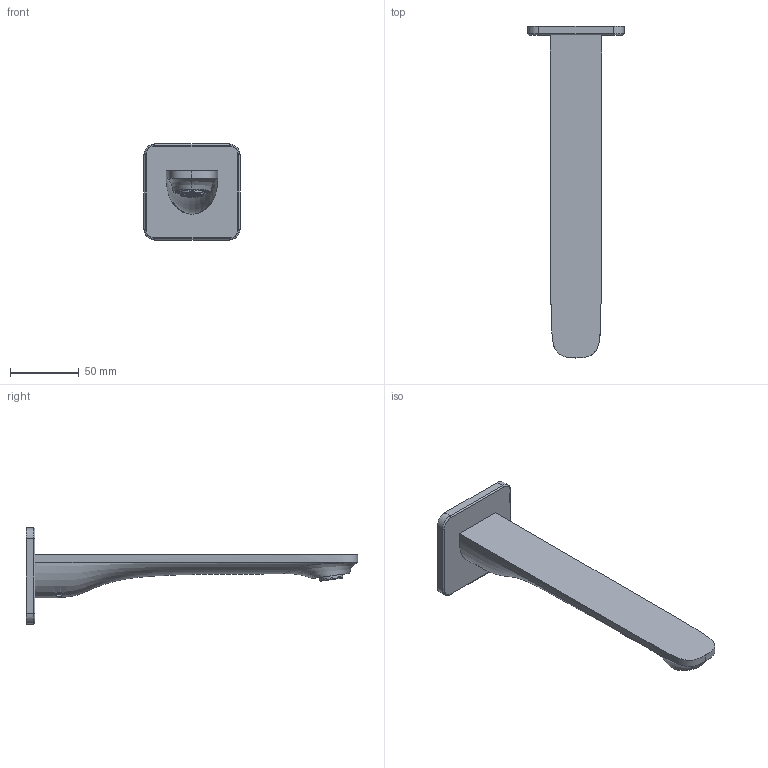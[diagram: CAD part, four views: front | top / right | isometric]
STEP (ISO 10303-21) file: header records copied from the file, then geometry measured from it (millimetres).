
FILE_DESCRIPTION(/* description */ (''),/* implementation_level */ '2;1');
FILE_NAME(/* name */ 'STEP - 155290202_9512462',/* time_stamp */ '2024-07-18T11:22:19+10:00',/* author */ (''),/* organization */ (''),/* preprocessor_version */ 'ST-DEVELOPER v16.5',/* originating_system */ 'Rhino 7.23',/* authorisation */ '');
FILE_SCHEMA (('AUTOMOTIVE_DESIGN'));
Length unit declared in the file: millimetre
Products named in the file (9): Document; 155290201RECE_ASM; 203125732426; 206024930126; 205076782705; 2031013299011; 205010271601; 208000230601; 205010611601
Assembly tree (11 placements, depth 3):
  Document
    155290201RECE_ASM
      203125732426
      206024930126
      205076782705
      2031013299011
      205010271601  x2
      208000230601  x2
      205010611601  x2
Bounding box: 70 x 241.91 x 70 mm (x, y, z)
Volume: 71474.4 mm3; surface area: 62441.3 mm2
Topology: 10 solids, 10 shells, 1105 faces, 3189 edges, 2070 vertices
Faces by surface type: plane 861, bspline 133, cylinder 111
Entity records: 50660 total; most frequent: CARTESIAN_POINT 30040, ORIENTED_EDGE 6116, EDGE_CURVE 3058, B_SPLINE_CURVE_WITH_KNOTS 2652, VERTEX_POINT 1997, EDGE_LOOP 1313, ADVANCED_FACE 1052, FACE_OUTER_BOUND 1052
